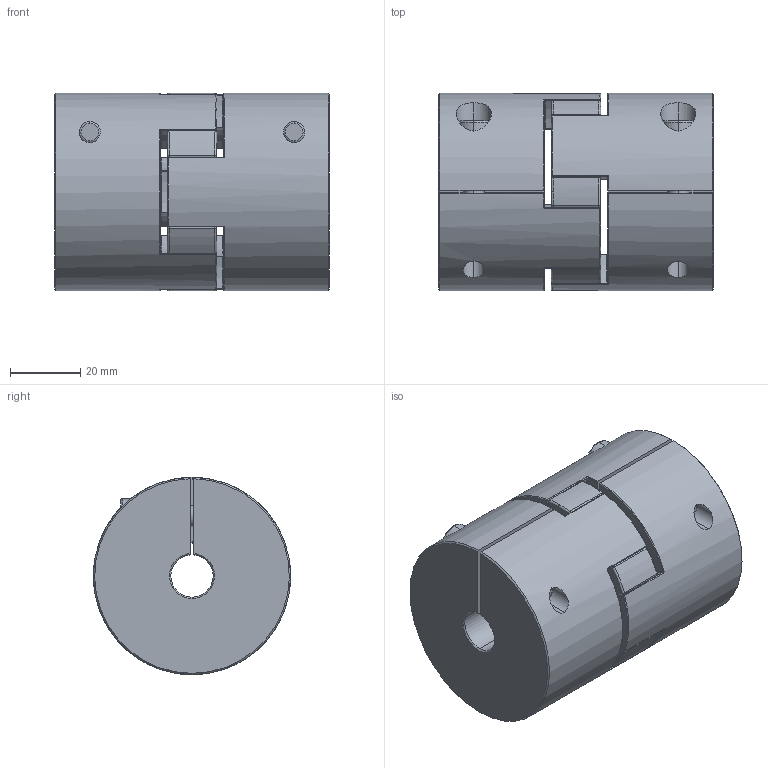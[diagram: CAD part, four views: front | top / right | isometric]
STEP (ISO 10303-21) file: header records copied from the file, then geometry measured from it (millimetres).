
FILE_DESCRIPTION (( 'STEP AP203' ), '1' );
FILE_NAME ('CL17-56_CLAMP.step', '2011-08-10T07:02:39', ( '' ), ( '' ), 'SwSTEP 2.0', 'SolidWorks 2010', '' );
FILE_SCHEMA (( 'CONFIG_CONTROL_DESIGN' ));
Length unit declared in the file: millimetre
Products named in the file (1): CL17-56_CLAMP
Bounding box: 78 x 56 x 56 mm (x, y, z)
Volume: 171293.2 mm3; surface area: 39552.9 mm2
Topology: 5 solids, 5 shells, 320 faces, 735 edges, 414 vertices
Faces by surface type: torus 117, cylinder 102, sphere 45, plane 38, bspline 12, cone 6
Entity records: 9989 total; most frequent: CARTESIAN_POINT 2797, DIRECTION 1674, ORIENTED_EDGE 1402, AXIS2_PLACEMENT_3D 758, EDGE_CURVE 701, CIRCLE 449, VERTEX_POINT 397, EDGE_LOOP 336
